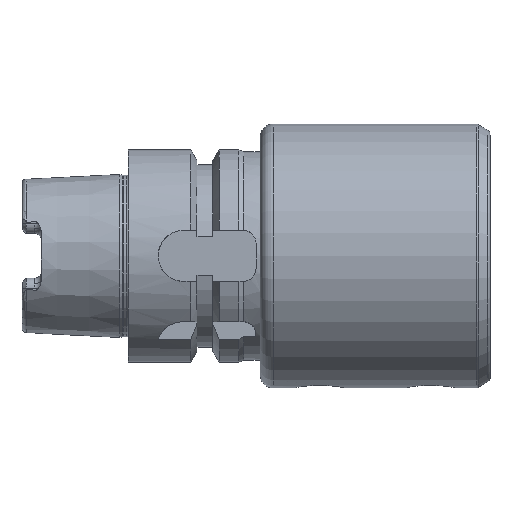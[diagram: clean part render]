
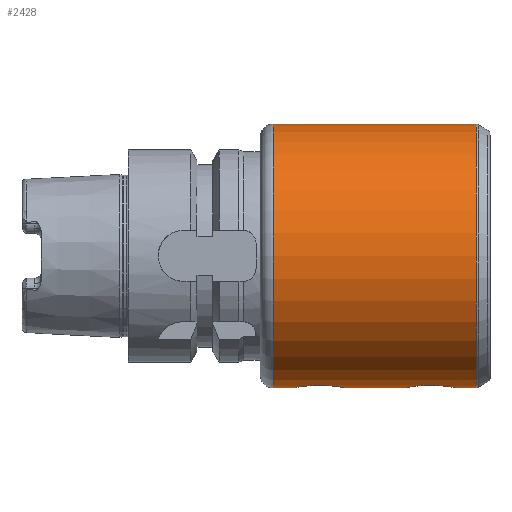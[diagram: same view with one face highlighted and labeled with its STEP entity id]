
A CAD part, top view. The second image highlights one B-rep face of the part: STEP entity #2428.
In plain terms, the highlighted cylindrical face has radius 31 mm (diameter 62 mm), a full revolution.
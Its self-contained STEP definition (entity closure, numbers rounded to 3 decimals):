
#308=CARTESIAN_POINT('',(71.,-30.414,-6.));
#309=VERTEX_POINT('',#308);
#310=CARTESIAN_POINT('',(71.,-30.414,-6.));
#311=CARTESIAN_POINT('',(70.245,-30.414,-6.));
#312=CARTESIAN_POINT('',(69.44,-30.445,-5.849));
#313=CARTESIAN_POINT('',(67.962,-30.556,-5.236));
#314=CARTESIAN_POINT('',(67.289,-30.635,-4.774));
#315=CARTESIAN_POINT('',(66.226,-30.782,-3.711));
#316=CARTESIAN_POINT('',(65.764,-30.86,-3.038));
#317=CARTESIAN_POINT('',(65.151,-30.97,-1.56));
#318=CARTESIAN_POINT('',(65.,-31.,-0.755));
#319=CARTESIAN_POINT('',(65.,-31.,0.755));
#320=CARTESIAN_POINT('',(65.151,-30.97,1.56));
#321=CARTESIAN_POINT('',(65.764,-30.86,3.038));
#322=CARTESIAN_POINT('',(66.226,-30.782,3.711));
#323=CARTESIAN_POINT('',(67.289,-30.635,4.774));
#324=CARTESIAN_POINT('',(67.962,-30.556,5.236));
#325=CARTESIAN_POINT('',(69.44,-30.445,5.849));
#326=CARTESIAN_POINT('',(70.245,-30.414,6.));
#327=CARTESIAN_POINT('',(71.755,-30.414,6.));
#328=CARTESIAN_POINT('',(72.56,-30.445,5.849));
#329=CARTESIAN_POINT('',(74.038,-30.556,5.236));
#330=CARTESIAN_POINT('',(74.711,-30.635,4.774));
#331=CARTESIAN_POINT('',(75.774,-30.782,3.711));
#332=CARTESIAN_POINT('',(76.236,-30.86,3.038));
#333=CARTESIAN_POINT('',(76.849,-30.97,1.56));
#334=CARTESIAN_POINT('',(77.,-31.,0.755));
#335=CARTESIAN_POINT('',(77.,-31.,-0.755));
#336=CARTESIAN_POINT('',(76.849,-30.97,-1.56));
#337=CARTESIAN_POINT('',(76.236,-30.86,-3.038));
#338=CARTESIAN_POINT('',(75.774,-30.782,-3.711));
#339=CARTESIAN_POINT('',(74.711,-30.635,-4.774));
#340=CARTESIAN_POINT('',(74.038,-30.556,-5.236));
#341=CARTESIAN_POINT('',(72.56,-30.445,-5.849));
#342=CARTESIAN_POINT('',(71.755,-30.414,-6.));
#343=CARTESIAN_POINT('',(71.,-30.414,-6.));
#344=B_SPLINE_CURVE_WITH_KNOTS('',3,(#310,#311,#312,#313,#314,#315,#316,#317,#318,#319,#320,#321,#322,#323,#324,#325,#326,#327,#328,#329,#330,#331,#332,#333,#334,#335,#336,#337,#338,#339,#340,#341,#342,#343),.UNSPECIFIED.,.T.,.U.,(4,2,2,2,2,2,2,2,2,2,2,2,2,2,2,2,4),(0.0,0.227,0.453,0.68,0.907,1.133,1.36,1.586,1.813,2.04,2.266,2.493,2.72,2.946,3.173,3.399,3.626),.UNSPECIFIED.);
#345=EDGE_CURVE('',#309,#309,#344,.T.);
#602=CARTESIAN_POINT('',(45.,-30.414,-6.));
#603=VERTEX_POINT('',#602);
#604=CARTESIAN_POINT('',(45.,-30.414,-6.));
#605=CARTESIAN_POINT('',(44.245,-30.414,-6.));
#606=CARTESIAN_POINT('',(43.44,-30.445,-5.849));
#607=CARTESIAN_POINT('',(41.962,-30.556,-5.236));
#608=CARTESIAN_POINT('',(41.289,-30.635,-4.774));
#609=CARTESIAN_POINT('',(40.226,-30.782,-3.711));
#610=CARTESIAN_POINT('',(39.764,-30.86,-3.038));
#611=CARTESIAN_POINT('',(39.151,-30.97,-1.56));
#612=CARTESIAN_POINT('',(39.,-31.,-0.755));
#613=CARTESIAN_POINT('',(39.,-31.,0.755));
#614=CARTESIAN_POINT('',(39.151,-30.97,1.56));
#615=CARTESIAN_POINT('',(39.764,-30.86,3.038));
#616=CARTESIAN_POINT('',(40.226,-30.782,3.711));
#617=CARTESIAN_POINT('',(41.289,-30.635,4.774));
#618=CARTESIAN_POINT('',(41.962,-30.556,5.236));
#619=CARTESIAN_POINT('',(43.44,-30.445,5.849));
#620=CARTESIAN_POINT('',(44.245,-30.414,6.));
#621=CARTESIAN_POINT('',(45.755,-30.414,6.));
#622=CARTESIAN_POINT('',(46.56,-30.445,5.849));
#623=CARTESIAN_POINT('',(48.038,-30.556,5.236));
#624=CARTESIAN_POINT('',(48.711,-30.635,4.774));
#625=CARTESIAN_POINT('',(49.774,-30.782,3.711));
#626=CARTESIAN_POINT('',(50.236,-30.86,3.038));
#627=CARTESIAN_POINT('',(50.849,-30.97,1.56));
#628=CARTESIAN_POINT('',(51.,-31.,0.755));
#629=CARTESIAN_POINT('',(51.,-31.,-0.755));
#630=CARTESIAN_POINT('',(50.849,-30.97,-1.56));
#631=CARTESIAN_POINT('',(50.236,-30.86,-3.038));
#632=CARTESIAN_POINT('',(49.774,-30.782,-3.711));
#633=CARTESIAN_POINT('',(48.711,-30.635,-4.774));
#634=CARTESIAN_POINT('',(48.038,-30.556,-5.236));
#635=CARTESIAN_POINT('',(46.56,-30.445,-5.849));
#636=CARTESIAN_POINT('',(45.755,-30.414,-6.));
#637=CARTESIAN_POINT('',(45.,-30.414,-6.));
#638=B_SPLINE_CURVE_WITH_KNOTS('',3,(#604,#605,#606,#607,#608,#609,#610,#611,#612,#613,#614,#615,#616,#617,#618,#619,#620,#621,#622,#623,#624,#625,#626,#627,#628,#629,#630,#631,#632,#633,#634,#635,#636,#637),.UNSPECIFIED.,.T.,.U.,(4,2,2,2,2,2,2,2,2,2,2,2,2,2,2,2,4),(0.0,0.227,0.453,0.68,0.907,1.133,1.36,1.586,1.813,2.04,2.266,2.493,2.72,2.946,3.173,3.399,3.626),.UNSPECIFIED.);
#639=EDGE_CURVE('',#603,#603,#638,.T.);
#2388=CARTESIAN_POINT('',(34.,31.,0.0));
#2389=VERTEX_POINT('',#2388);
#2390=CARTESIAN_POINT('',(34.,0.,0.0));
#2391=DIRECTION('',(1.0,0.0,0.0));
#2392=DIRECTION('',(0.0,1.0,0.0));
#2393=AXIS2_PLACEMENT_3D('',#2390,#2391,#2392);
#2394=CIRCLE('',#2393,31.);
#2395=EDGE_CURVE('',#2389,#2389,#2394,.T.);
#2403=CARTESIAN_POINT('',(57.866,0.,0.0));
#2404=DIRECTION('',(1.0,0.,0.0));
#2405=DIRECTION('',(0.0,1.0,0.0));
#2406=AXIS2_PLACEMENT_3D('',#2403,#2404,#2405);
#2407=CYLINDRICAL_SURFACE('',#2406,31.);
#2408=CARTESIAN_POINT('',(81.732,31.,0.0));
#2409=VERTEX_POINT('',#2408);
#2410=CARTESIAN_POINT('',(81.732,0.,0.0));
#2411=DIRECTION('',(1.0,0.0,0.0));
#2412=DIRECTION('',(0.0,1.0,0.0));
#2413=AXIS2_PLACEMENT_3D('',#2410,#2411,#2412);
#2414=CIRCLE('',#2413,31.);
#2415=EDGE_CURVE('',#2409,#2409,#2414,.T.);
#2416=ORIENTED_EDGE('',*,*,#2415,.F.);
#2417=EDGE_LOOP('',(#2416));
#2418=FACE_OUTER_BOUND('',#2417,.T.);
#2419=ORIENTED_EDGE('',*,*,#345,.T.);
#2420=EDGE_LOOP('',(#2419));
#2421=FACE_BOUND('',#2420,.T.);
#2422=ORIENTED_EDGE('',*,*,#639,.T.);
#2423=EDGE_LOOP('',(#2422));
#2424=FACE_BOUND('',#2423,.T.);
#2425=ORIENTED_EDGE('',*,*,#2395,.T.);
#2426=EDGE_LOOP('',(#2425));
#2427=FACE_BOUND('',#2426,.T.);
#2428=ADVANCED_FACE('',(#2418,#2421,#2424,#2427),#2407,.T.);
